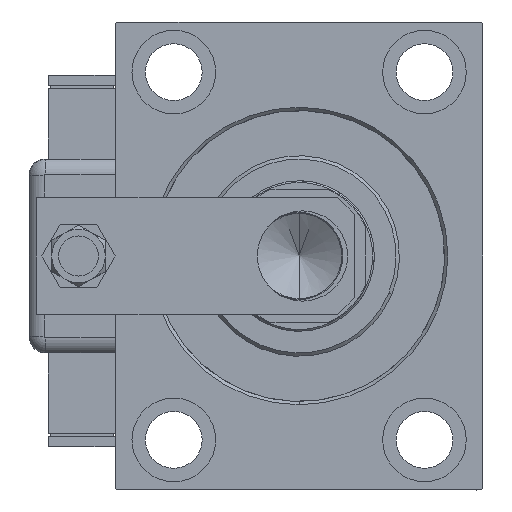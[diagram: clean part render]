
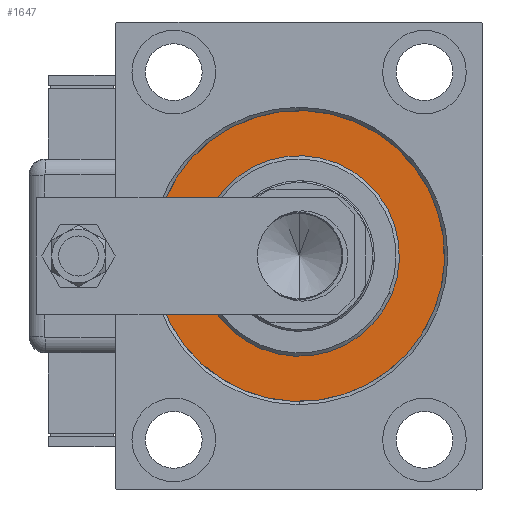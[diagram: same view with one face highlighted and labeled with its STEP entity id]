
A CAD part, left-side view. The second image highlights one B-rep face of the part: STEP entity #1647.
In plain terms, the highlighted face is planar.
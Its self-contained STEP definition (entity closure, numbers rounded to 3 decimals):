
#656 = CARTESIAN_POINT ( 'NONE',  ( 0., 0., 0. ) ) ;
#1647 = ADVANCED_FACE ( 'NONE', ( #22083, #48674 ), #40485, .F. ) ;
#1861 = DIRECTION ( 'NONE',  ( 1., 0., 0. ) ) ;
#5192 = DIRECTION ( 'NONE',  ( 0., 0., 1. ) ) ;
#9421 = DIRECTION ( 'NONE',  ( -1., 0., 0. ) ) ;
#10540 = ORIENTED_EDGE ( 'NONE', *, *, #11202, .F. ) ;
#11202 = EDGE_CURVE ( 'NONE', #21598, #16694, #24738, .T. ) ;
#11236 = CARTESIAN_POINT ( 'NONE',  ( 0., 0., 0. ) ) ;
#11272 = CARTESIAN_POINT ( 'NONE',  ( 0., 0., 0. ) ) ;
#11410 = CARTESIAN_POINT ( 'NONE',  ( 0., 0., -30. ) ) ;
#12912 = ORIENTED_EDGE ( 'NONE', *, *, #53925, .F. ) ;
#13607 = CIRCLE ( 'NONE', #47373, 30. ) ;
#16694 = VERTEX_POINT ( 'NONE', #11410 ) ;
#16960 = AXIS2_PLACEMENT_3D ( 'NONE', #18314, #22568, #36442 ) ;
#17539 = DIRECTION ( 'NONE',  ( -1., 0., 0. ) ) ;
#18314 = CARTESIAN_POINT ( 'NONE',  ( 0., 0., 0. ) ) ;
#18460 = VERTEX_POINT ( 'NONE', #50204 ) ;
#19454 = EDGE_CURVE ( 'NONE', #55421, #18460, #53167, .T. ) ;
#19982 = EDGE_LOOP ( 'NONE', ( #10540, #12912 ) ) ;
#20815 = EDGE_LOOP ( 'NONE', ( #48415, #55241 ) ) ;
#21484 = CARTESIAN_POINT ( 'NONE',  ( 0., 0., 0. ) ) ;
#21598 = VERTEX_POINT ( 'NONE', #57268 ) ;
#22083 = FACE_BOUND ( 'NONE', #19982, .T. ) ;
#22568 = DIRECTION ( 'NONE',  ( -1., 0., 0. ) ) ;
#24738 = CIRCLE ( 'NONE', #46936, 30. ) ;
#29417 = DIRECTION ( 'NONE',  ( 0., 0., -1. ) ) ;
#29468 = CIRCLE ( 'NONE', #16960, 43.5 ) ;
#34808 = AXIS2_PLACEMENT_3D ( 'NONE', #656, #9421, #5192 ) ;
#35482 = EDGE_CURVE ( 'NONE', #18460, #55421, #29468, .T. ) ;
#36442 = DIRECTION ( 'NONE',  ( 0., 0., 1. ) ) ;
#40192 = DIRECTION ( 'NONE',  ( 0., 0., 1. ) ) ;
#40485 = PLANE ( 'NONE',  #47691 ) ;
#43573 = DIRECTION ( 'NONE',  ( 1., 0., 0. ) ) ;
#46936 = AXIS2_PLACEMENT_3D ( 'NONE', #11272, #43573, #29417 ) ;
#47301 = CARTESIAN_POINT ( 'NONE',  ( 0., 0., -43.5 ) ) ;
#47373 = AXIS2_PLACEMENT_3D ( 'NONE', #11236, #1861, #48097 ) ;
#47691 = AXIS2_PLACEMENT_3D ( 'NONE', #21484, #17539, #40192 ) ;
#48097 = DIRECTION ( 'NONE',  ( 0., 0., -1. ) ) ;
#48415 = ORIENTED_EDGE ( 'NONE', *, *, #19454, .F. ) ;
#48674 = FACE_OUTER_BOUND ( 'NONE', #20815, .T. ) ;
#50204 = CARTESIAN_POINT ( 'NONE',  ( 0., 0., 43.5 ) ) ;
#53167 = CIRCLE ( 'NONE', #34808, 43.5 ) ;
#53925 = EDGE_CURVE ( 'NONE', #16694, #21598, #13607, .T. ) ;
#55241 = ORIENTED_EDGE ( 'NONE', *, *, #35482, .F. ) ;
#55421 = VERTEX_POINT ( 'NONE', #47301 ) ;
#57268 = CARTESIAN_POINT ( 'NONE',  ( 0., 0., 30. ) ) ;
